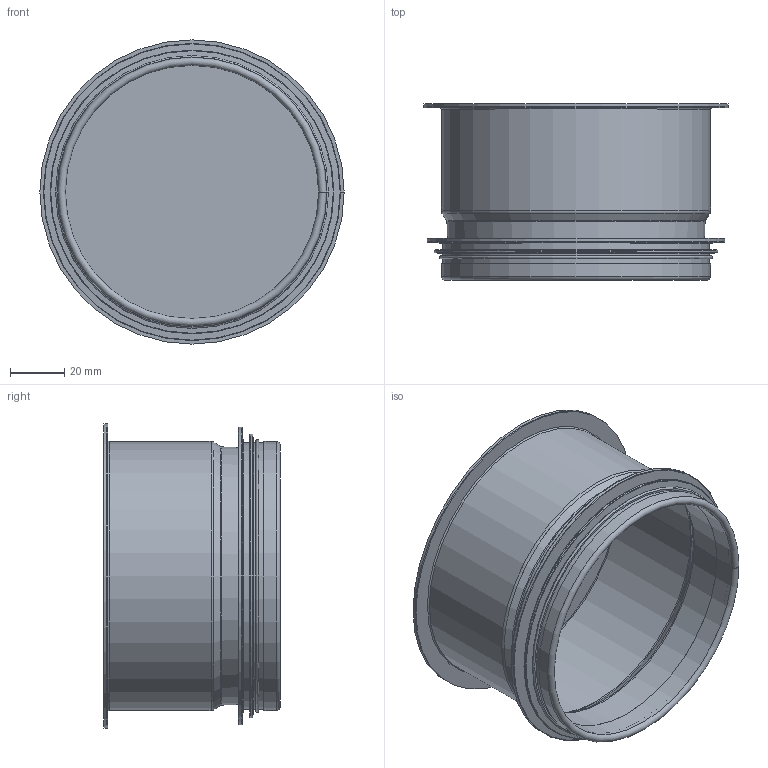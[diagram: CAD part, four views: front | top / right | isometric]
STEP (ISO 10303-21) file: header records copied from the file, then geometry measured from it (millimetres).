
FILE_DESCRIPTION((''),'2;1');
FILE_NAME('HNG-100.stp','2014-02-20T08:26:16',(''),(''),'Autodesk Inventor 2013','Autodesk Inventor 2013','');
FILE_SCHEMA(('AUTOMOTIVE_DESIGN { 1 2 10303 214 0 1 1 1 }'));
Length unit declared in the file: millimetre
Products named in the file (4): HNG-100; HNGRörämne-100; HNGN-100; 999003
Assembly tree (3 placements, depth 2):
  HNG-100
    HNGRörämne-100
    HNGN-100
    999003
Bounding box: 112.05 x 65 x 112.05 mm (x, y, z)
Volume: 32329.3 mm3; surface area: 83916.3 mm2
Topology: 3 solids, 3 shells, 68 faces, 128 edges, 69 vertices
Faces by surface type: plane 32, torus 16, cylinder 14, cone 6
Full cylindrical faces by diameter (mm): 93.25 x1, 94.25 x1, 95.45 x1, 98.05 x5, 99.05 x2, 104.45 x1, 109.45 x1, 112.05 x2
Entity records: 1758 total; most frequent: DIRECTION 328, CARTESIAN_POINT 257, ORIENTED_EDGE 226, AXIS2_PLACEMENT_3D 140, EDGE_CURVE 113, EDGE_LOOP 88, VERTEX_POINT 69, FACE_OUTER_BOUND 68
